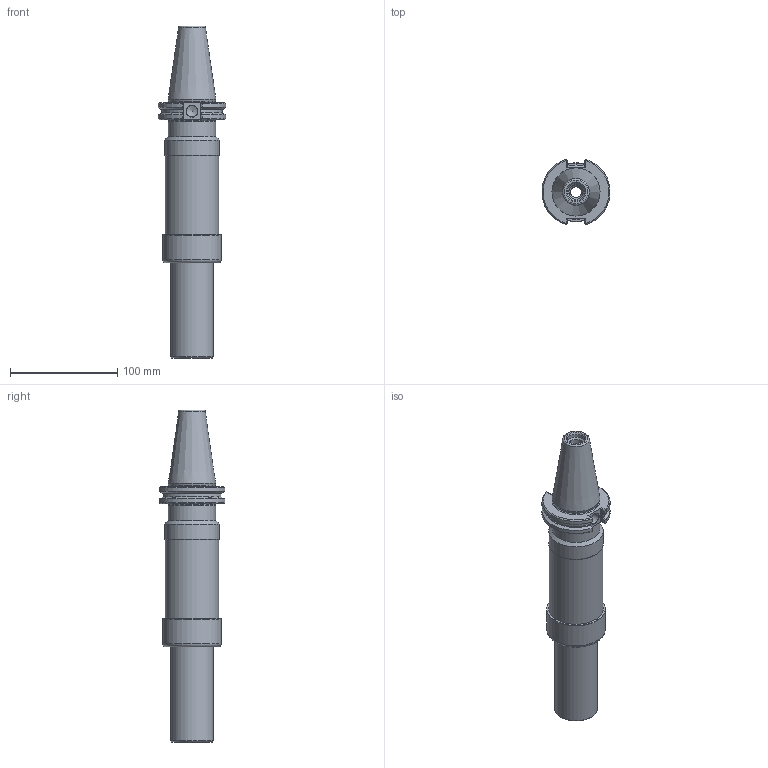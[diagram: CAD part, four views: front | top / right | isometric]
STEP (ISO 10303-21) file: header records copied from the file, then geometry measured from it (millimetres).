
FILE_DESCRIPTION(/* description */ (''),/* implementation_level */ '2;1');
FILE_NAME(/* name */ '884316081.stp',/* time_stamp */ '2021-07-27T14:37:38',/* author */ ('LRA'),/* organization */ ('REGO-FIX'),/* preprocessor_version */ ' Unknown',/* originating_system */ 'SIEMENS PLM Software Solid Edge ST10',/* authorization */ 'Unknown');
FILE_SCHEMA (('AUTOMOTIVE_DESIGN { 1 0 10303 214 2 1 1}'));
Length unit declared in the file: millimetre
Products named in the file (1): NOCUT
Bounding box: 63.28 x 60.79 x 309.25 mm (x, y, z)
Volume: 415471.5 mm3; surface area: 75460.2 mm2
Topology: 1 solids, 3 shells, 137 faces, 335 edges, 211 vertices
Faces by surface type: plane 40, cone 36, cylinder 32, torus 21, bspline 8
Full cylindrical faces by diameter (mm): 10.1 x1, 10.106 x1, 10.7 x1, 13 x1, 13.53 x1, 16.5 x1, 23.5 x1, 30.5 x1, 31.6 x1, 33 x1, 40 x1, 40.2 x1, 42 x1, 44.45 x1, 45 x1, 48.376 x2, 50 x1, 50.05 x1, 50.5 x1, 51.3 x1, 54.8 x1
Entity records: 4647 total; most frequent: CARTESIAN_POINT 813, DIRECTION 599, ORIENTED_EDGE 500, AXIS2_PLACEMENT_3D 265, EDGE_CURVE 250, FACE_BOUND 218, EDGE_LOOP 217, VERTEX_POINT 194
